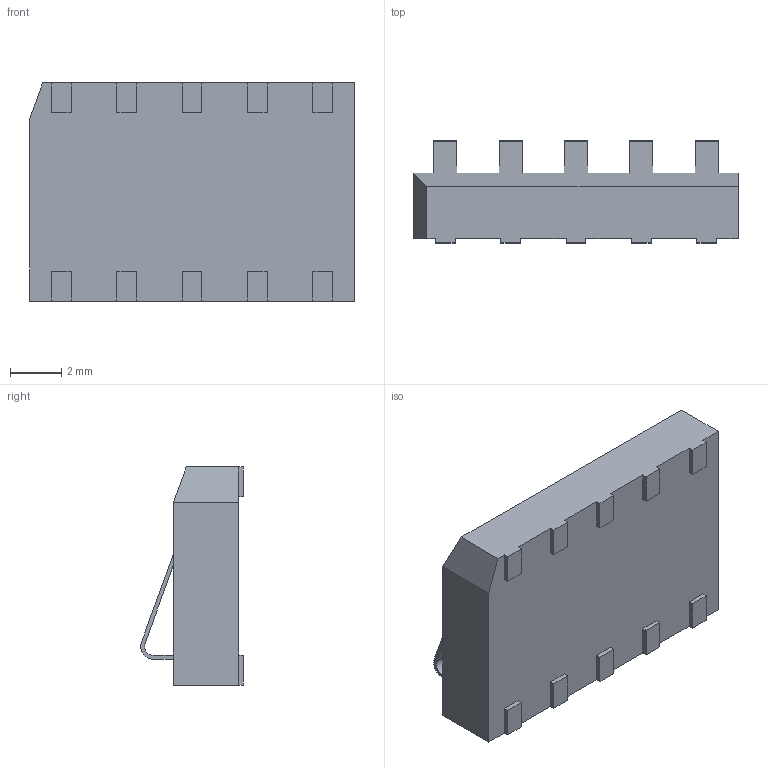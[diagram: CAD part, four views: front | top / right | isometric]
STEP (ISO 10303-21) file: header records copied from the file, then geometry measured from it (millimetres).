
FILE_DESCRIPTION(/* description */ (''),/* implementation_level */ '2;1');
FILE_NAME(/* name */ 'bourns 1x5.step',/* time_stamp */ '2020-02-03T03:08:32-08:00',/* author */ (''),/* organization */ (''),/* preprocessor_version */ 'ST-DEVELOPER v18',/* originating_system */ 'Autodesk Translation Framework v8.12.0.6',/* authorisation */ '');
FILE_SCHEMA (('AUTOMOTIVE_DESIGN { 1 0 10303 214 3 1 1 }'));
Length unit declared in the file: millimetre
Products named in the file (1): spring connector
Bounding box: 12.62 x 3.99 x 8.48 mm (x, y, z)
Volume: 271.6 mm3; surface area: 370.7 mm2
Topology: 1 solids, 1 shells, 88 faces, 257 edges, 171 vertices
Faces by surface type: plane 78, cylinder 10
Entity records: 2926 total; most frequent: CARTESIAN_POINT 517, ORIENTED_EDGE 514, DIRECTION 455, EDGE_CURVE 257, LINE 237, VECTOR 237, VERTEX_POINT 171, AXIS2_PLACEMENT_3D 109
